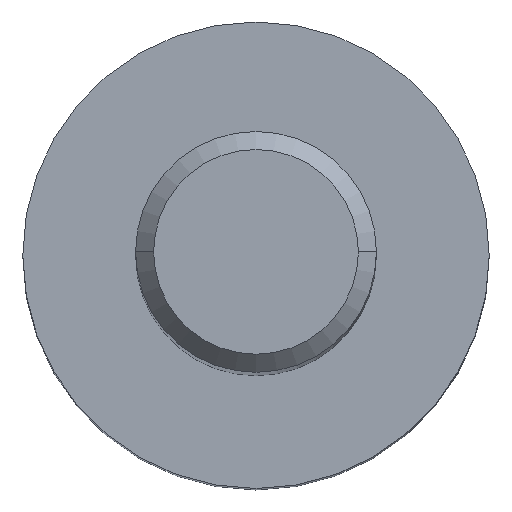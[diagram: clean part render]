
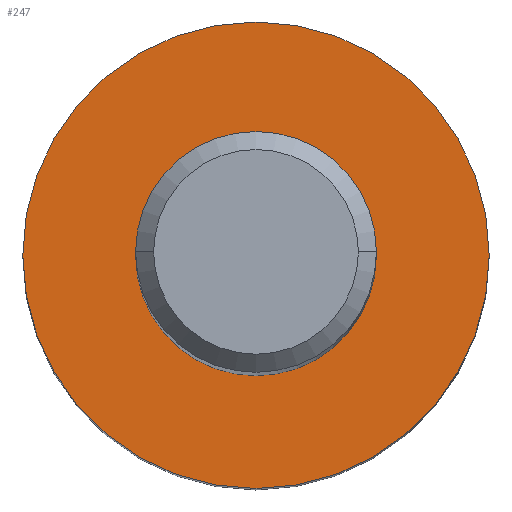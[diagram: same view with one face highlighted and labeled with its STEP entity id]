
A CAD part, top view. The second image highlights one B-rep face of the part: STEP entity #247.
In plain terms, the highlighted planar face has unit normal (0, 0, 1).
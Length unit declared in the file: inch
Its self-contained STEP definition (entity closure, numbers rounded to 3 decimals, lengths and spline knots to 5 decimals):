
#8 = VERTEX_POINT ( 'NONE', #217 ) ;
#25 = AXIS2_PLACEMENT_3D ( 'NONE', #160, #268, #188 ) ;
#32 = CARTESIAN_POINT ( 'NONE',  ( -0.12105, 0., -1. ) ) ;
#33 = CARTESIAN_POINT ( 'NONE',  ( 0., 0., -1. ) ) ;
#55 = FACE_OUTER_BOUND ( 'NONE', #285, .T. ) ;
#78 = CIRCLE ( 'NONE', #25, 0.12105 ) ;
#104 = CARTESIAN_POINT ( 'NONE',  ( 0., 0., -1. ) ) ;
#113 = PLANE ( 'NONE',  #233 ) ;
#139 = EDGE_CURVE ( 'NONE', #182, #8, #78, .T. ) ;
#160 = CARTESIAN_POINT ( 'NONE',  ( 0., 0., -1. ) ) ;
#166 = DIRECTION ( 'NONE',  ( -1., 0., 0. ) ) ;
#182 = VERTEX_POINT ( 'NONE', #32 ) ;
#188 = DIRECTION ( 'NONE',  ( 1., 0., 0. ) ) ;
#194 = EDGE_CURVE ( 'NONE', #8, #182, #271, .T. ) ;
#211 = DIRECTION ( 'NONE',  ( 0., 0., 1. ) ) ;
#214 = ORIENTED_EDGE ( 'NONE', *, *, #139, .T. ) ;
#217 = CARTESIAN_POINT ( 'NONE',  ( 0.12105, 0., -1. ) ) ;
#218 = DIRECTION ( 'NONE',  ( 0., 0., -1. ) ) ;
#233 = AXIS2_PLACEMENT_3D ( 'NONE', #33, #218, #166 ) ;
#243 = DIRECTION ( 'NONE',  ( 1., 0., 0. ) ) ;
#247 = ADVANCED_FACE ( 'NONE', ( #55 ), #113, .F. ) ;
#268 = DIRECTION ( 'NONE',  ( 0., 0., 1. ) ) ;
#271 = CIRCLE ( 'NONE', #327, 0.12105 ) ;
#272 = ORIENTED_EDGE ( 'NONE', *, *, #194, .T. ) ;
#285 = EDGE_LOOP ( 'NONE', ( #272, #214 ) ) ;
#327 = AXIS2_PLACEMENT_3D ( 'NONE', #104, #211, #243 ) ;
